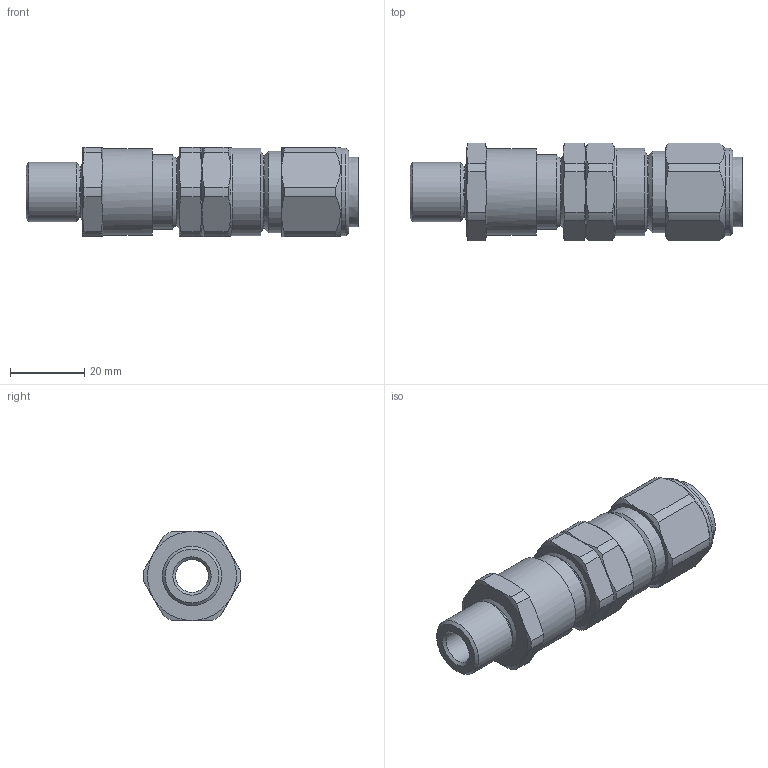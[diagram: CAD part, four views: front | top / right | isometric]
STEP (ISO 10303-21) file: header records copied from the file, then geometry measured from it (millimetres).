
FILE_DESCRIPTION (( 'STEP AP203' ), '1' );
FILE_NAME ('16E1FX1RA.STEP', '2017-08-16T13:45:27', ( '' ), ( '' ), 'SwSTEP 2.0', 'SolidWorks 2017', '' );
FILE_SCHEMA (( 'CONFIG_CONTROL_DESIGN' ));
Length unit declared in the file: millimetre
Products named in the file (1): 16E1FX1RA
Bounding box: 89.46 x 26.39 x 24 mm (x, y, z)
Surface area: 9669.3 mm2 (no closed solid volume)
Topology: 0 solids, 6 shells, 107 faces, 435 edges, 337 vertices
Faces by surface type: cone 36, cylinder 35, plane 33, torus 3
Full cylindrical faces by diameter (mm): 8.8 x1, 13.3 x1, 13.971 x1, 16 x1, 17.95 x1, 19.718 x1, 20 x1, 22 x1, 23.3 x1, 23.5 x2
Entity records: 6036 total; most frequent: CARTESIAN_POINT 2764, ORIENTED_EDGE 608, DIRECTION 559, EDGE_CURVE 397, VERTEX_POINT 331, AXIS2_PLACEMENT_3D 217, EDGE_LOOP 169, B_SPLINE_CURVE_WITH_KNOTS 163
